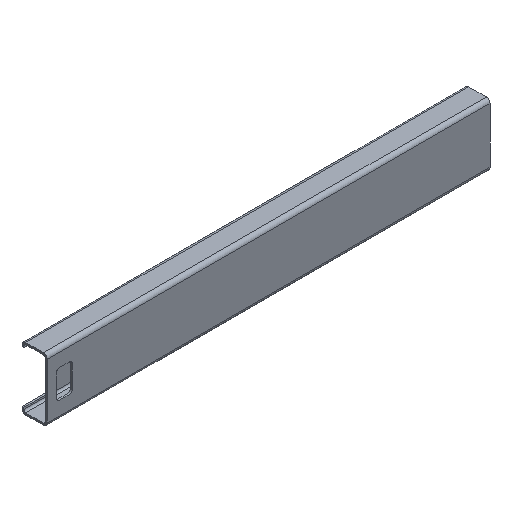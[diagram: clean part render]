
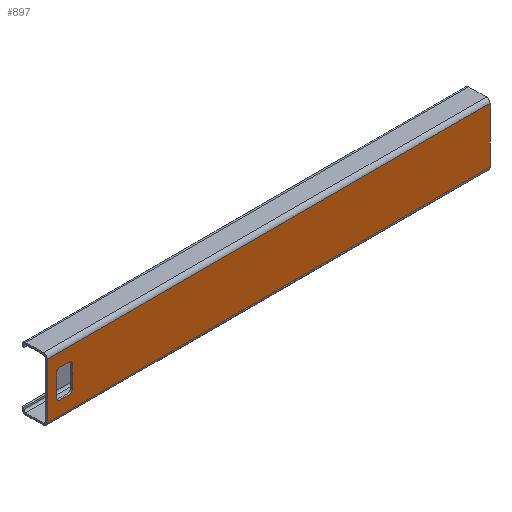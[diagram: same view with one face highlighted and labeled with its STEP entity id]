
A CAD part, isometric view. The second image highlights one B-rep face of the part: STEP entity #897.
In plain terms, the highlighted planar face has unit normal (0, -1, 0).
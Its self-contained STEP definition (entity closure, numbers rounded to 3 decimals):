
#23=FACE_BOUND('',#120,.T.);
#36=PLANE('',#990);
#66=FACE_OUTER_BOUND('',#119,.T.);
#119=EDGE_LOOP('',(#696,#697,#698,#699));
#120=EDGE_LOOP('',(#700,#701,#702,#703,#704,#705,#706,#707));
#168=LINE('',#1358,#252);
#183=LINE('',#1411,#267);
#198=LINE('',#1454,#282);
#199=LINE('',#1456,#283);
#200=LINE('',#1459,#284);
#201=LINE('',#1463,#285);
#202=LINE('',#1467,#286);
#203=LINE('',#1471,#287);
#252=VECTOR('',#1090,1000.);
#267=VECTOR('',#1129,1000.);
#282=VECTOR('',#1170,1000.);
#283=VECTOR('',#1173,1000.);
#284=VECTOR('',#1174,1000.);
#285=VECTOR('',#1177,1000.);
#286=VECTOR('',#1180,1000.);
#287=VECTOR('',#1183,1000.);
#362=CIRCLE('',#991,5.);
#363=CIRCLE('',#992,5.);
#364=CIRCLE('',#993,5.);
#365=CIRCLE('',#994,5.);
#393=VERTEX_POINT('',#1355);
#394=VERTEX_POINT('',#1357);
#419=VERTEX_POINT('',#1408);
#420=VERTEX_POINT('',#1410);
#436=VERTEX_POINT('',#1457);
#437=VERTEX_POINT('',#1458);
#438=VERTEX_POINT('',#1460);
#439=VERTEX_POINT('',#1462);
#440=VERTEX_POINT('',#1464);
#441=VERTEX_POINT('',#1466);
#442=VERTEX_POINT('',#1468);
#443=VERTEX_POINT('',#1470);
#487=EDGE_CURVE('',#393,#394,#168,.T.);
#513=EDGE_CURVE('',#420,#419,#183,.T.);
#536=EDGE_CURVE('',#393,#420,#198,.T.);
#537=EDGE_CURVE('',#394,#419,#199,.T.);
#538=EDGE_CURVE('',#436,#437,#200,.T.);
#539=EDGE_CURVE('',#438,#436,#362,.T.);
#540=EDGE_CURVE('',#439,#438,#201,.T.);
#541=EDGE_CURVE('',#440,#439,#363,.T.);
#542=EDGE_CURVE('',#441,#440,#202,.T.);
#543=EDGE_CURVE('',#442,#441,#364,.T.);
#544=EDGE_CURVE('',#443,#442,#203,.T.);
#545=EDGE_CURVE('',#437,#443,#365,.T.);
#696=ORIENTED_EDGE('',*,*,#513,.T.);
#697=ORIENTED_EDGE('',*,*,#537,.F.);
#698=ORIENTED_EDGE('',*,*,#487,.F.);
#699=ORIENTED_EDGE('',*,*,#536,.T.);
#700=ORIENTED_EDGE('',*,*,#538,.F.);
#701=ORIENTED_EDGE('',*,*,#539,.F.);
#702=ORIENTED_EDGE('',*,*,#540,.F.);
#703=ORIENTED_EDGE('',*,*,#541,.F.);
#704=ORIENTED_EDGE('',*,*,#542,.F.);
#705=ORIENTED_EDGE('',*,*,#543,.F.);
#706=ORIENTED_EDGE('',*,*,#544,.F.);
#707=ORIENTED_EDGE('',*,*,#545,.F.);
#897=ADVANCED_FACE('',(#66,#23),#36,.F.);
#990=AXIS2_PLACEMENT_3D('',#1455,#1171,#1172);
#991=AXIS2_PLACEMENT_3D('',#1461,#1175,#1176);
#992=AXIS2_PLACEMENT_3D('',#1465,#1178,#1179);
#993=AXIS2_PLACEMENT_3D('',#1469,#1181,#1182);
#994=AXIS2_PLACEMENT_3D('',#1472,#1184,#1185);
#1090=DIRECTION('',(0.,0.,-1.));
#1129=DIRECTION('',(0.,0.,-1.));
#1170=DIRECTION('',(-1.,0.,0.));
#1171=DIRECTION('center_axis',(0.,1.,0.));
#1172=DIRECTION('ref_axis',(0.,0.,1.));
#1173=DIRECTION('',(-1.,0.,0.));
#1174=DIRECTION('',(1.,0.,0.));
#1175=DIRECTION('center_axis',(0.,-1.,0.));
#1176=DIRECTION('ref_axis',(0.,0.,-1.));
#1177=DIRECTION('',(0.,0.,-1.));
#1178=DIRECTION('center_axis',(0.,-1.,0.));
#1179=DIRECTION('ref_axis',(0.,0.,-1.));
#1180=DIRECTION('',(-1.,0.,0.));
#1181=DIRECTION('center_axis',(0.,-1.,0.));
#1182=DIRECTION('ref_axis',(0.,0.,1.));
#1183=DIRECTION('',(0.,0.,1.));
#1184=DIRECTION('center_axis',(0.,-1.,0.));
#1185=DIRECTION('ref_axis',(0.,0.,-1.));
#1355=CARTESIAN_POINT('',(352.5,-20.,44.));
#1357=CARTESIAN_POINT('',(352.5,-20.,-44.));
#1358=CARTESIAN_POINT('',(352.5,-20.,44.));
#1408=CARTESIAN_POINT('',(-352.5,-20.,-44.));
#1410=CARTESIAN_POINT('',(-352.5,-20.,44.));
#1411=CARTESIAN_POINT('',(-352.5,-20.,44.));
#1454=CARTESIAN_POINT('',(352.5,-20.,44.));
#1455=CARTESIAN_POINT('Origin',(352.5,-20.,44.));
#1456=CARTESIAN_POINT('',(352.5,-20.,-44.));
#1457=CARTESIAN_POINT('',(-332.5,-20.,-22.5));
#1458=CARTESIAN_POINT('',(-317.5,-20.,-22.5));
#1459=CARTESIAN_POINT('',(-332.5,-20.,-22.5));
#1460=CARTESIAN_POINT('',(-337.5,-20.,-17.5));
#1461=CARTESIAN_POINT('Origin',(-332.5,-20.,-17.5));
#1462=CARTESIAN_POINT('',(-337.5,-20.,17.5));
#1463=CARTESIAN_POINT('',(-337.5,-20.,17.5));
#1464=CARTESIAN_POINT('',(-332.5,-20.,22.5));
#1465=CARTESIAN_POINT('Origin',(-332.5,-20.,17.5));
#1466=CARTESIAN_POINT('',(-317.5,-20.,22.5));
#1467=CARTESIAN_POINT('',(-332.5,-20.,22.5));
#1468=CARTESIAN_POINT('',(-312.5,-20.,17.5));
#1469=CARTESIAN_POINT('Origin',(-317.5,-20.,17.5));
#1470=CARTESIAN_POINT('',(-312.5,-20.,-17.5));
#1471=CARTESIAN_POINT('',(-312.5,-20.,17.5));
#1472=CARTESIAN_POINT('Origin',(-317.5,-20.,-17.5));
